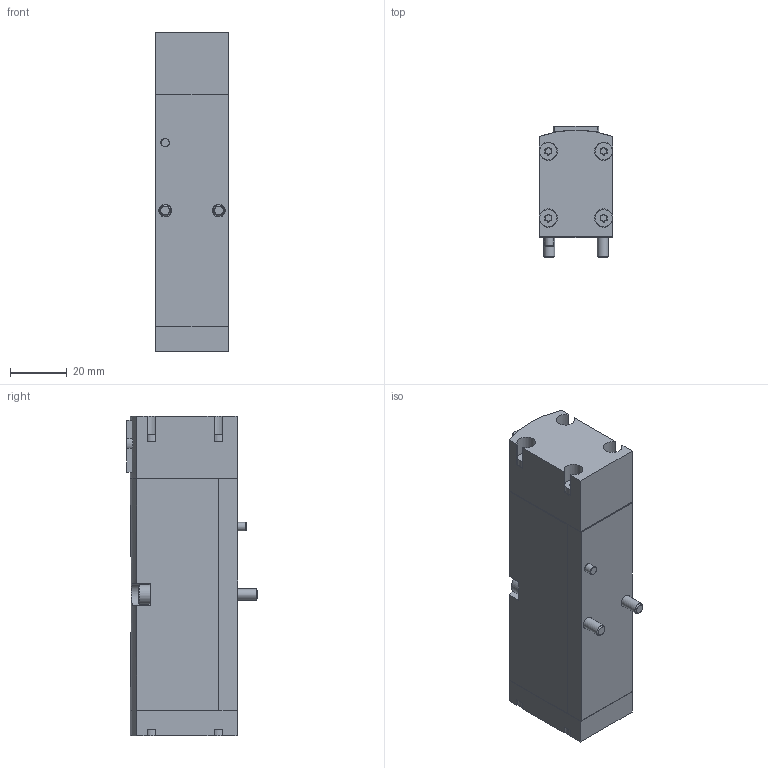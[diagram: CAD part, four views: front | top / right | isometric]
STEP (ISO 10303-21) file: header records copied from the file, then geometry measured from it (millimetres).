
FILE_DESCRIPTION(/* description */ ('STEP AP214'),/* implementation_level */ '2;1');
FILE_NAME(/* name */ '546739_VSVA-B-M52-A-A1-P1',/* time_stamp */ '2024-09-17T06:38:54+02:00',/* author */ ('License CC BY-ND 4.0'),/* organization */ ('CADENAS'),/* preprocessor_version */ 'ST-DEVELOPER v19.3',/* originating_system */ 'PARTsolutions',/* authorisation */ ' ');
FILE_SCHEMA (('AUTOMOTIVE_DESIGN {1 0 10303 214 3 1 1}'));
Length unit declared in the file: millimetre
Products named in the file (1): 546739 VSVA-B-M52-A-A1-P1
Bounding box: 26 x 46.3 x 113.1 mm (x, y, z)
Volume: 108068.1 mm3; surface area: 19808.4 mm2
Topology: 1 solids, 1 shells, 273 faces, 714 edges, 473 vertices
Faces by surface type: cylinder 143, plane 121, cone 9
Full cylindrical faces by diameter (mm): 1.8 x3, 2.459 x2, 3 x1, 4 x2, 4.5 x2, 6 x8, 7 x2
Entity records: 10247 total; most frequent: DIRECTION 1506, CARTESIAN_POINT 1484, ORIENTED_EDGE 1354, EDGE_CURVE 677, AXIS2_PLACEMENT_3D 571, VERTEX_POINT 465, LINE 364, VECTOR 364
